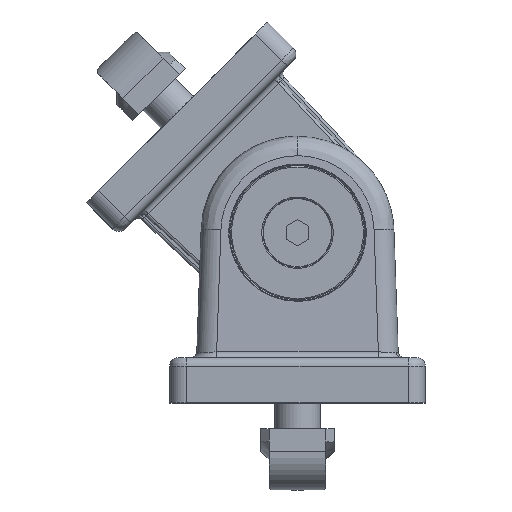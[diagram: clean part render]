
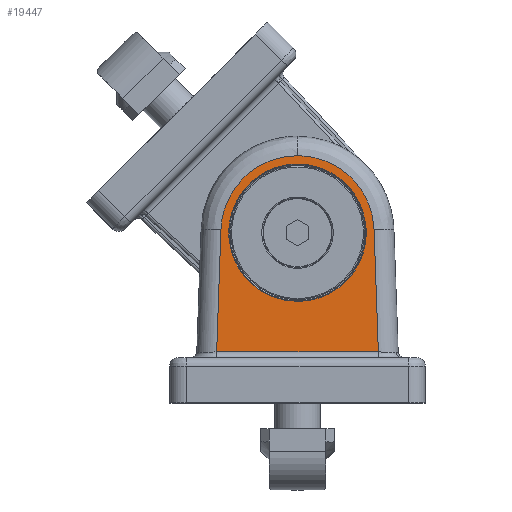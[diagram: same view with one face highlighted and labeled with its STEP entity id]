
A CAD part, top view. The second image highlights one B-rep face of the part: STEP entity #19447.
In plain terms, the highlighted planar face has unit normal (0, 0.018, 1).
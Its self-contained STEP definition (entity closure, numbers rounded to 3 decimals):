
#450=B_SPLINE_CURVE_WITH_KNOTS('',3,(#32352,#32353,#32354,#32355,#32356,
#32357,#32358,#32359,#32360,#32361,#32362,#32363,#32364),.UNSPECIFIED.,
 .F.,.F.,(4,3,3,3,4),(0.,0.384,0.768,1.152,
1.536),.UNSPECIFIED.);
#451=B_SPLINE_CURVE_WITH_KNOTS('',3,(#32385,#32386,#32387,#32388,#32389,
#32390,#32391,#32392,#32393,#32394,#32395,#32396,#32397),.UNSPECIFIED.,
 .F.,.F.,(4,3,3,3,4),(4.747,5.131,5.515,
5.899,6.283),.UNSPECIFIED.);
#658=FACE_BOUND('',#5614,.T.);
#758=PLANE('',#21102);
#1526=(
BOUNDED_CURVE()
B_SPLINE_CURVE(3,(#32030,#32031,#32032,#32033,#32034,#32035,#32036,#32037,
#32038,#32039,#32040,#32041,#32042,#32043,#32044,#32045,#32046,#32047),
 .UNSPECIFIED.,.F.,.F.)
B_SPLINE_CURVE_WITH_KNOTS((4,2,2,2,2,2,2,2,4),(0.,0.393,0.785,
1.178,1.571,1.963,2.356,2.749,
3.142),.UNSPECIFIED.)
CURVE()
GEOMETRIC_REPRESENTATION_ITEM()
RATIONAL_B_SPLINE_CURVE((1.,1.,1.,1.,1.,1.,1.,1.,1.,1.,1.,1.,1.,1.,1.,1.,
1.,1.))
REPRESENTATION_ITEM('')
);
#1530=(
BOUNDED_CURVE()
B_SPLINE_CURVE(3,(#32398,#32399,#32400,#32401,#32402,#32403,#32404,#32405,
#32406,#32407,#32408,#32409,#32410,#32411,#32412,#32413,#32414,#32415),
 .UNSPECIFIED.,.F.,.F.)
B_SPLINE_CURVE_WITH_KNOTS((4,2,2,2,2,2,2,2,4),(3.142,3.534,
3.927,4.32,4.712,5.105,5.498,
5.89,6.283),.UNSPECIFIED.)
CURVE()
GEOMETRIC_REPRESENTATION_ITEM()
RATIONAL_B_SPLINE_CURVE((1.,1.,1.,1.,1.,1.,1.,1.,1.,1.,1.,1.,1.,1.,1.,1.,
1.,1.))
REPRESENTATION_ITEM('')
);
#1814=LINE('',#32381,#2950);
#1815=LINE('',#32382,#2951);
#1816=LINE('',#32384,#2952);
#2950=VECTOR('',#24492,1000.);
#2951=VECTOR('',#24493,1000.);
#2952=VECTOR('',#24494,1000.);
#4229=FACE_OUTER_BOUND('',#5613,.T.);
#5613=EDGE_LOOP('',(#13986,#13987,#13988,#13989,#13990));
#5614=EDGE_LOOP('',(#13991,#13992));
#8520=VERTEX_POINT('',#32027);
#8521=VERTEX_POINT('',#32029);
#8555=VERTEX_POINT('',#32218);
#8582=VERTEX_POINT('',#32350);
#8583=VERTEX_POINT('',#32351);
#8586=VERTEX_POINT('',#32380);
#8587=VERTEX_POINT('',#32383);
#10425=EDGE_CURVE('',#8521,#8520,#1526,.T.);
#10501=EDGE_CURVE('',#8582,#8583,#450,.T.);
#10505=EDGE_CURVE('',#8583,#8586,#1814,.T.);
#10506=EDGE_CURVE('',#8586,#8555,#1815,.T.);
#10507=EDGE_CURVE('',#8555,#8587,#1816,.T.);
#10508=EDGE_CURVE('',#8587,#8582,#451,.T.);
#10509=EDGE_CURVE('',#8520,#8521,#1530,.T.);
#13986=ORIENTED_EDGE('',*,*,#10505,.T.);
#13987=ORIENTED_EDGE('',*,*,#10506,.T.);
#13988=ORIENTED_EDGE('',*,*,#10507,.T.);
#13989=ORIENTED_EDGE('',*,*,#10508,.T.);
#13990=ORIENTED_EDGE('',*,*,#10501,.T.);
#13991=ORIENTED_EDGE('',*,*,#10425,.T.);
#13992=ORIENTED_EDGE('',*,*,#10509,.T.);
#19447=ADVANCED_FACE('',(#4229,#658),#758,.F.);
#21102=AXIS2_PLACEMENT_3D('',#32379,#24490,#24491);
#24490=DIRECTION('center_axis',(0.,-0.017,-1.));
#24491=DIRECTION('ref_axis',(0.,1.,-0.017));
#24492=DIRECTION('',(-0.035,-0.999,0.017));
#24493=DIRECTION('',(1.,0.,0.));
#24494=DIRECTION('',(-0.035,0.999,-0.017));
#32027=CARTESIAN_POINT('',(0.,17.902,19.827));
#32029=CARTESIAN_POINT('',(0.,42.102,19.405));
#32030=CARTESIAN_POINT('Ctrl Pts',(0.,42.102,19.405));
#32031=CARTESIAN_POINT('Ctrl Pts',(1.584,42.102,19.405));
#32032=CARTESIAN_POINT('Ctrl Pts',(3.167,41.787,19.41));
#32033=CARTESIAN_POINT('Ctrl Pts',(6.094,40.575,19.431));
#32034=CARTESIAN_POINT('Ctrl Pts',(7.436,39.678,19.447));
#32035=CARTESIAN_POINT('Ctrl Pts',(9.676,37.438,19.486));
#32036=CARTESIAN_POINT('Ctrl Pts',(10.573,36.096,19.51));
#32037=CARTESIAN_POINT('Ctrl Pts',(11.785,33.169,19.561));
#32038=CARTESIAN_POINT('Ctrl Pts',(12.1,31.586,19.588));
#32039=CARTESIAN_POINT('Ctrl Pts',(12.1,28.418,19.644));
#32040=CARTESIAN_POINT('Ctrl Pts',(11.785,26.835,19.671));
#32041=CARTESIAN_POINT('Ctrl Pts',(10.573,23.908,19.722));
#32042=CARTESIAN_POINT('Ctrl Pts',(9.676,22.566,19.746));
#32043=CARTESIAN_POINT('Ctrl Pts',(7.436,20.326,19.785));
#32044=CARTESIAN_POINT('Ctrl Pts',(6.094,19.429,19.801));
#32045=CARTESIAN_POINT('Ctrl Pts',(3.167,18.217,19.822));
#32046=CARTESIAN_POINT('Ctrl Pts',(1.584,17.902,19.827));
#32047=CARTESIAN_POINT('Ctrl Pts',(0.,17.902,
19.827));
#32218=CARTESIAN_POINT('',(14.244,8.983,19.983));
#32350=CARTESIAN_POINT('',(0.,43.561,19.379));
#32351=CARTESIAN_POINT('',(-13.492,30.532,19.607));
#32352=CARTESIAN_POINT('Ctrl Pts',(0.,43.561,
19.379));
#32353=CARTESIAN_POINT('Ctrl Pts',(-1.728,43.561,19.379));
#32354=CARTESIAN_POINT('Ctrl Pts',(-3.455,43.225,19.385));
#32355=CARTESIAN_POINT('Ctrl Pts',(-5.057,42.578,19.396));
#32356=CARTESIAN_POINT('Ctrl Pts',(-6.659,41.931,19.408));
#32357=CARTESIAN_POINT('Ctrl Pts',(-8.135,40.972,19.424));
#32358=CARTESIAN_POINT('Ctrl Pts',(-9.378,39.772,19.445));
#32359=CARTESIAN_POINT('Ctrl Pts',(-10.621,38.572,19.466));
#32360=CARTESIAN_POINT('Ctrl Pts',(-11.63,37.131,19.492));
#32361=CARTESIAN_POINT('Ctrl Pts',(-12.333,35.552,19.519));
#32362=CARTESIAN_POINT('Ctrl Pts',(-13.036,33.974,19.547));
#32363=CARTESIAN_POINT('Ctrl Pts',(-13.431,32.259,19.577));
#32364=CARTESIAN_POINT('Ctrl Pts',(-13.492,30.532,19.607));
#32379=CARTESIAN_POINT('Origin',(-20.,8.,20.));
#32380=CARTESIAN_POINT('',(-14.244,8.983,19.983));
#32381=CARTESIAN_POINT('',(-14.286,7.801,20.003));
#32382=CARTESIAN_POINT('',(14.279,8.983,19.983));
#32383=CARTESIAN_POINT('',(13.492,30.532,19.607));
#32384=CARTESIAN_POINT('',(14.237,9.195,19.979));
#32385=CARTESIAN_POINT('Ctrl Pts',(13.492,30.532,19.607));
#32386=CARTESIAN_POINT('Ctrl Pts',(13.431,32.259,19.577));
#32387=CARTESIAN_POINT('Ctrl Pts',(13.036,33.974,19.547));
#32388=CARTESIAN_POINT('Ctrl Pts',(12.333,35.552,19.519));
#32389=CARTESIAN_POINT('Ctrl Pts',(11.63,37.131,19.492));
#32390=CARTESIAN_POINT('Ctrl Pts',(10.621,38.572,19.466));
#32391=CARTESIAN_POINT('Ctrl Pts',(9.378,39.772,19.445));
#32392=CARTESIAN_POINT('Ctrl Pts',(8.135,40.972,19.424));
#32393=CARTESIAN_POINT('Ctrl Pts',(6.659,41.931,19.408));
#32394=CARTESIAN_POINT('Ctrl Pts',(5.057,42.578,19.396));
#32395=CARTESIAN_POINT('Ctrl Pts',(3.455,43.225,19.385));
#32396=CARTESIAN_POINT('Ctrl Pts',(1.728,43.561,19.379));
#32397=CARTESIAN_POINT('Ctrl Pts',(0.,43.561,
19.379));
#32398=CARTESIAN_POINT('Ctrl Pts',(0.,17.902,
19.827));
#32399=CARTESIAN_POINT('Ctrl Pts',(-1.584,17.902,19.827));
#32400=CARTESIAN_POINT('Ctrl Pts',(-3.167,18.217,19.822));
#32401=CARTESIAN_POINT('Ctrl Pts',(-6.094,19.429,19.801));
#32402=CARTESIAN_POINT('Ctrl Pts',(-7.436,20.326,19.785));
#32403=CARTESIAN_POINT('Ctrl Pts',(-9.676,22.566,19.746));
#32404=CARTESIAN_POINT('Ctrl Pts',(-10.573,23.908,19.722));
#32405=CARTESIAN_POINT('Ctrl Pts',(-11.785,26.835,19.671));
#32406=CARTESIAN_POINT('Ctrl Pts',(-12.1,28.418,19.644));
#32407=CARTESIAN_POINT('Ctrl Pts',(-12.1,31.586,19.588));
#32408=CARTESIAN_POINT('Ctrl Pts',(-11.785,33.169,19.561));
#32409=CARTESIAN_POINT('Ctrl Pts',(-10.573,36.096,19.51));
#32410=CARTESIAN_POINT('Ctrl Pts',(-9.676,37.438,19.486));
#32411=CARTESIAN_POINT('Ctrl Pts',(-7.436,39.678,19.447));
#32412=CARTESIAN_POINT('Ctrl Pts',(-6.094,40.575,19.431));
#32413=CARTESIAN_POINT('Ctrl Pts',(-3.167,41.787,19.41));
#32414=CARTESIAN_POINT('Ctrl Pts',(-1.584,42.102,19.405));
#32415=CARTESIAN_POINT('Ctrl Pts',(0.,42.102,
19.405));
